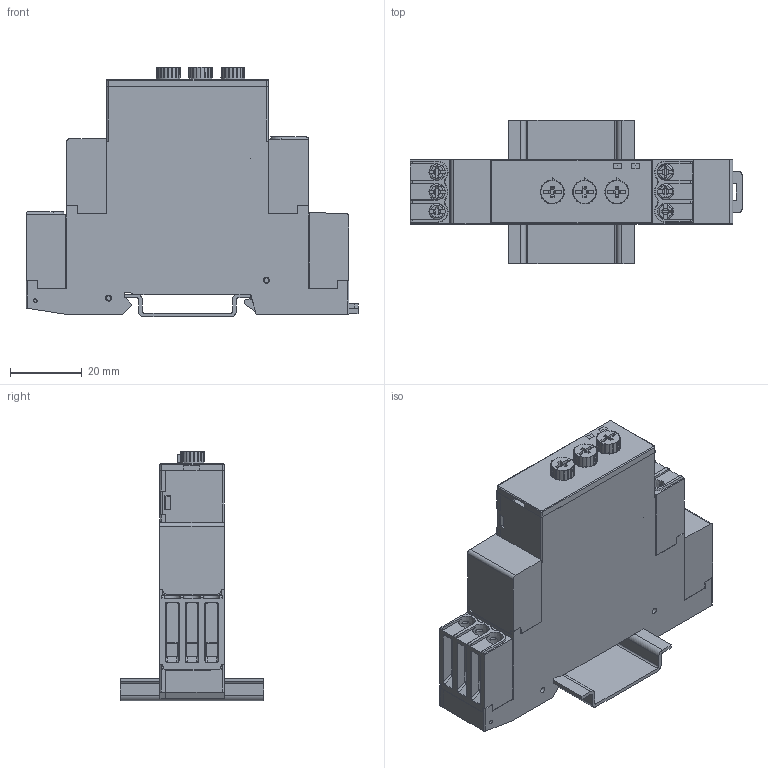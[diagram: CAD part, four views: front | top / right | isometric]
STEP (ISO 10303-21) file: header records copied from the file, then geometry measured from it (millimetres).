
FILE_DESCRIPTION(/* description */ ('Unknown'),/* implementation_level */ '2;1');
FILE_NAME(/* name */ '84872142 , 84872152 ',/* time_stamp */ '2024-06-04T19:06:52+06:00',/* author */ ('Unknown'),/* organization */ ('Unknown'),/* preprocessor_version */ 'ST-DEVELOPER v18.104',/* originating_system */ 'Solid Edge',/* authorisation */ 'Unknown');
FILE_SCHEMA (('AUTOMOTIVE_DESIGN {1 0 10303 214 3 1 1}'));
Products named in the file (1): 84872142 , 84872152 
Bounding box: 92.53 x 40 x 69.57 mm (x, y, z)
Volume: 27646 mm3; surface area: 46194.6 mm2
Topology: 33 solids, 33 shells, 2974 faces, 7935 edges, 4974 vertices
Faces by surface type: plane 1784, cylinder 656, cone 225, torus 169, sphere 113, bspline 27
Full cylindrical faces by diameter (mm): 0.01 x2, 0.05 x2, 0.1 x7, 1.4 x4, 1.5 x9, 2.4 x6, 2.5 x1, 3.2 x6, 4.5 x6
Entity records: 101142 total; most frequent: CARTESIAN_POINT 26723, ORIENTED_EDGE 15364, DIRECTION 13572, EDGE_CURVE 7682, LINE 5084, VECTOR 5084, VERTEX_POINT 4921, AXIS2_PLACEMENT_3D 4244
